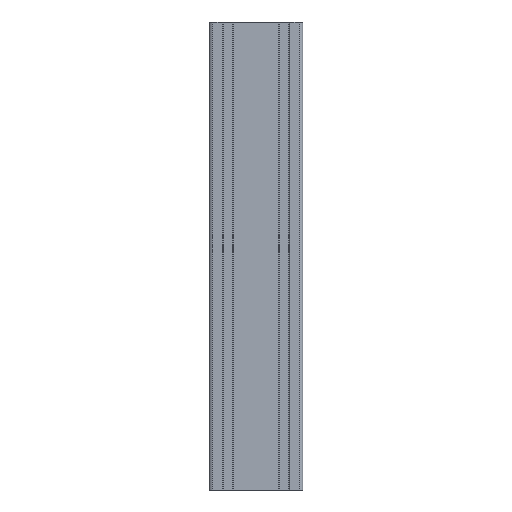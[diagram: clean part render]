
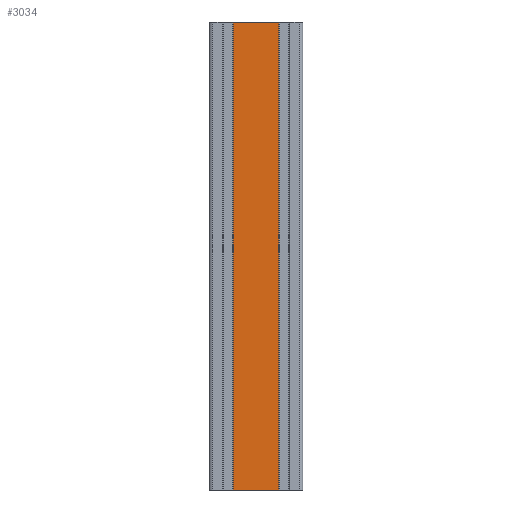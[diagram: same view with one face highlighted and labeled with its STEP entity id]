
A CAD part, front view. The second image highlights one B-rep face of the part: STEP entity #3034.
In plain terms, the highlighted planar face has unit normal (0, -1, 0).
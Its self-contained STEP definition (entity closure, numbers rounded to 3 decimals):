
#162 = DIRECTION ( 'NONE',  ( 0., 0., -1. ) ) ;
#348 = VECTOR ( 'NONE', #3474, 1000. ) ;
#371 = CARTESIAN_POINT ( 'NONE',  ( -0.002, 397.143, 200. ) ) ;
#1368 = CARTESIAN_POINT ( 'NONE',  ( 1236.879, 397.148, 200. ) ) ;
#1501 = EDGE_LOOP ( 'NONE', ( #4265, #6610, #3933, #2874 ) ) ;
#1540 = CARTESIAN_POINT ( 'NONE',  ( 1217.279, 397.148, 200. ) ) ;
#2282 = EDGE_CURVE ( 'NONE', #3070, #6785, #7617, .T. ) ;
#2285 = PLANE ( 'NONE',  #11626 ) ;
#2874 = ORIENTED_EDGE ( 'NONE', *, *, #2941, .T. ) ;
#2941 = EDGE_CURVE ( 'NONE', #9345, #3992, #4004, .T. ) ;
#3034 = ADVANCED_FACE ( 'NONE', ( #9487 ), #2285, .F. ) ;
#3070 = VERTEX_POINT ( 'NONE', #1368 ) ;
#3089 = CARTESIAN_POINT ( 'NONE',  ( -0.002, 397.143, 0. ) ) ;
#3222 = DIRECTION ( 'NONE',  ( -1., 0., 0. ) ) ;
#3474 = DIRECTION ( 'NONE',  ( 0., 0., -1. ) ) ;
#3806 = VECTOR ( 'NONE', #8806, 1000. ) ;
#3933 = ORIENTED_EDGE ( 'NONE', *, *, #11974, .F. ) ;
#3976 = CARTESIAN_POINT ( 'NONE',  ( 1217.279, 397.148, 200. ) ) ;
#3992 = VERTEX_POINT ( 'NONE', #7739 ) ;
#4004 = LINE ( 'NONE', #3976, #10678 ) ;
#4265 = ORIENTED_EDGE ( 'NONE', *, *, #4877, .T. ) ;
#4877 = EDGE_CURVE ( 'NONE', #3992, #6785, #8841, .T. ) ;
#5092 = CARTESIAN_POINT ( 'NONE',  ( -0.002, 397.143, 200. ) ) ;
#5738 = CARTESIAN_POINT ( 'NONE',  ( 1236.879, 397.148, 0. ) ) ;
#6151 = LINE ( 'NONE', #5092, #8376 ) ;
#6610 = ORIENTED_EDGE ( 'NONE', *, *, #2282, .F. ) ;
#6785 = VERTEX_POINT ( 'NONE', #5738 ) ;
#7617 = LINE ( 'NONE', #9167, #348 ) ;
#7739 = CARTESIAN_POINT ( 'NONE',  ( 1217.279, 397.148, 0. ) ) ;
#8376 = VECTOR ( 'NONE', #10786, 1000. ) ;
#8806 = DIRECTION ( 'NONE',  ( 1., 0., 0. ) ) ;
#8841 = LINE ( 'NONE', #3089, #3806 ) ;
#8900 = DIRECTION ( 'NONE',  ( 0., 1., 0. ) ) ;
#9167 = CARTESIAN_POINT ( 'NONE',  ( 1236.879, 397.148, 200. ) ) ;
#9345 = VERTEX_POINT ( 'NONE', #1540 ) ;
#9487 = FACE_OUTER_BOUND ( 'NONE', #1501, .T. ) ;
#10678 = VECTOR ( 'NONE', #162, 1000. ) ;
#10786 = DIRECTION ( 'NONE',  ( 1., 0., 0. ) ) ;
#11626 = AXIS2_PLACEMENT_3D ( 'NONE', #371, #8900, #3222 ) ;
#11974 = EDGE_CURVE ( 'NONE', #9345, #3070, #6151, .T. ) ;
